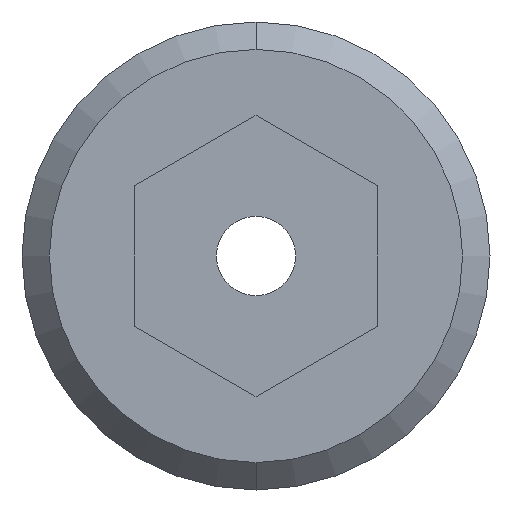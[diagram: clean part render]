
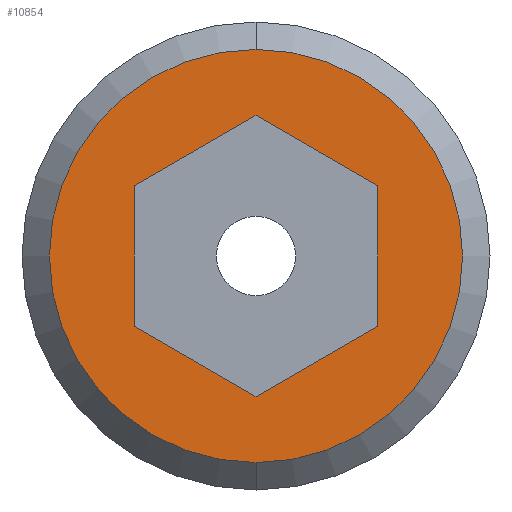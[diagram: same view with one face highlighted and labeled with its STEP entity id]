
A CAD part, left-side view. The second image highlights one B-rep face of the part: STEP entity #10854.
In plain terms, the highlighted planar face has unit normal (-1, 0, 0).
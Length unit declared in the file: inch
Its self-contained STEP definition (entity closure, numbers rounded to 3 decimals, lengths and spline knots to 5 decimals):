
#4630=CARTESIAN_POINT('',(-0.188,0.,0.));
#4631=DIRECTION('',(-1.,0.,0.));
#4632=DIRECTION('',(0.,1.,0.));
#4633=AXIS2_PLACEMENT_3D('',#4630,#4631,#4632);
#4648=DIRECTION('',(0.,0.5,0.866));
#4649=VECTOR('',#4648,0.09238);
#4650=CARTESIAN_POINT('',(-0.188,0.04619,-0.08));
#4651=LINE('',#4650,#4649);
#4652=DIRECTION('',(0.,1.,0.));
#4653=VECTOR('',#4652,0.09238);
#4654=CARTESIAN_POINT('',(-0.188,-0.04619,-0.08));
#4655=LINE('',#4654,#4653);
#4656=DIRECTION('',(0.,0.5,-0.866));
#4657=VECTOR('',#4656,0.09238);
#4658=CARTESIAN_POINT('',(-0.188,-0.09238,0.));
#4659=LINE('',#4658,#4657);
#4660=DIRECTION('',(0.,-0.5,-0.866));
#4661=VECTOR('',#4660,0.09238);
#4662=CARTESIAN_POINT('',(-0.188,-0.04619,0.08));
#4663=LINE('',#4662,#4661);
#4664=DIRECTION('',(0.,-1.,0.));
#4665=VECTOR('',#4664,0.09238);
#4666=CARTESIAN_POINT('',(-0.188,0.04619,0.08));
#4667=LINE('',#4666,#4665);
#4668=DIRECTION('',(0.,-0.5,0.866));
#4669=VECTOR('',#4668,0.09238);
#4670=CARTESIAN_POINT('',(-0.188,0.09238,0.));
#4671=LINE('',#4670,#4669);
#4672=CARTESIAN_POINT('',(-0.188,0.,0.));
#4673=DIRECTION('',(1.,0.,0.));
#4674=DIRECTION('',(0.,1.,0.));
#4675=AXIS2_PLACEMENT_3D('',#4672,#4673,#4674);
#4956=CARTESIAN_POINT('',(-0.188,0.13575,0.));
#4957=CARTESIAN_POINT('',(-0.188,-0.13575,0.));
#4958=VERTEX_POINT('',#4956);
#4959=VERTEX_POINT('',#4957);
#4976=CARTESIAN_POINT('',(-0.188,0.04619,-0.08));
#4977=CARTESIAN_POINT('',(-0.188,0.09238,0.));
#4978=VERTEX_POINT('',#4976);
#4979=VERTEX_POINT('',#4977);
#4980=CARTESIAN_POINT('',(-0.188,-0.04619,-0.08));
#4981=VERTEX_POINT('',#4980);
#4982=CARTESIAN_POINT('',(-0.188,-0.09238,0.));
#4983=VERTEX_POINT('',#4982);
#4984=CARTESIAN_POINT('',(-0.188,-0.04619,0.08));
#4985=VERTEX_POINT('',#4984);
#4986=CARTESIAN_POINT('',(-0.188,0.04619,0.08));
#4987=VERTEX_POINT('',#4986);
#10830=CARTESIAN_POINT('',(-0.188,0.,0.));
#10831=DIRECTION('',(1.,0.,0.));
#10832=DIRECTION('',(0.,-1.,0.));
#10833=AXIS2_PLACEMENT_3D('',#10830,#10831,#10832);
#10834=PLANE('',#10833);
#10835=ORIENTED_EDGE('',*,*,#10820,.F.);
#10837=ORIENTED_EDGE('',*,*,#10836,.T.);
#10838=EDGE_LOOP('',(#10835,#10837));
#10839=FACE_OUTER_BOUND('',#10838,.F.);
#10841=ORIENTED_EDGE('',*,*,#10840,.F.);
#10843=ORIENTED_EDGE('',*,*,#10842,.F.);
#10845=ORIENTED_EDGE('',*,*,#10844,.F.);
#10847=ORIENTED_EDGE('',*,*,#10846,.F.);
#10849=ORIENTED_EDGE('',*,*,#10848,.F.);
#10851=ORIENTED_EDGE('',*,*,#10850,.F.);
#10852=EDGE_LOOP('',(#10841,#10843,#10845,#10847,#10849,#10851));
#10853=FACE_BOUND('',#10852,.F.);
#4634=CIRCLE('',#4633,0.13575);
#4676=CIRCLE('',#4675,0.13575);
#10820=EDGE_CURVE('',#4958,#4959,#4634,.T.);
#10836=EDGE_CURVE('',#4958,#4959,#4676,.T.);
#10840=EDGE_CURVE('',#4978,#4979,#4651,.T.);
#10842=EDGE_CURVE('',#4981,#4978,#4655,.T.);
#10844=EDGE_CURVE('',#4983,#4981,#4659,.T.);
#10846=EDGE_CURVE('',#4985,#4983,#4663,.T.);
#10848=EDGE_CURVE('',#4987,#4985,#4667,.T.);
#10850=EDGE_CURVE('',#4979,#4987,#4671,.T.);
#10854=ADVANCED_FACE('',(#10839,#10853),#10834,.F.);
